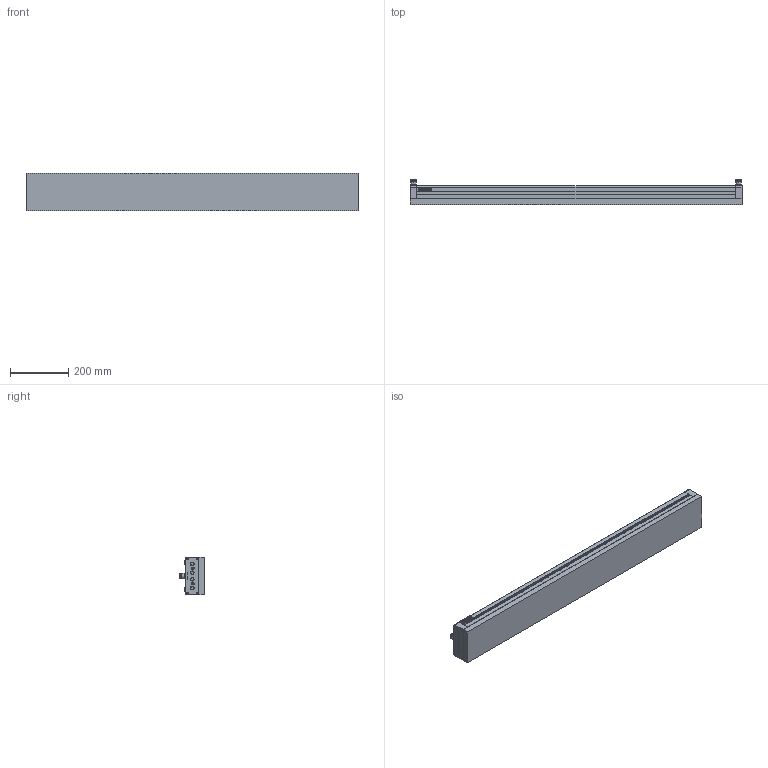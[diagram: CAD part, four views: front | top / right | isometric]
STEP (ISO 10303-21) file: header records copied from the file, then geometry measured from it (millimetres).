
FILE_DESCRIPTION (( 'STEP AP214' ), '1' );
FILE_NAME ('TPX-CV-130x1144-3R-20B.STEP', '2024-09-05T08:55:47', ( '' ), ( '' ), 'SwSTEP 2.0', 'SolidWorks 2023', '' );
FILE_SCHEMA (( 'AUTOMOTIVE_DESIGN' ));
Length unit declared in the file: millimetre
Products named in the file (2): TPX-CV-130x1054-3R-20B; TPX-CV-130x1144-3R-20B
Assembly tree (1 placements, depth 2):
  TPX-CV-130x1144-3R-20B
    TPX-CV-130x1054-3R-20B
Bounding box: 1144 x 86.2 x 130 mm (x, y, z)
Volume: 9144435.5 mm3; surface area: 909875.1 mm2
Topology: 4 solids, 6 shells, 818 faces, 2084 edges, 1384 vertices
Faces by surface type: plane 428, cylinder 190, bspline 184, cone 16
Entity records: 37586 total; most frequent: CARTESIAN_POINT 18558, ORIENTED_EDGE 4168, DIRECTION 3384, EDGE_CURVE 2084, VERTEX_POINT 1384, LINE 1316, VECTOR 1316, AXIS2_PLACEMENT_3D 1034
